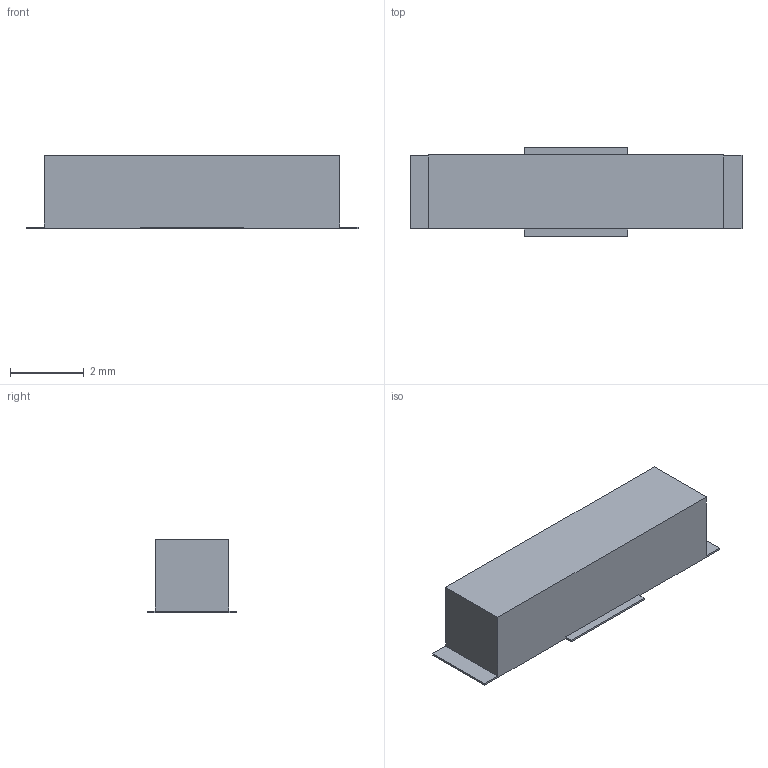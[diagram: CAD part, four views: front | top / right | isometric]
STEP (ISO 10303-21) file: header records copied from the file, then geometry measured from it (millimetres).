
FILE_DESCRIPTION(('FreeCAD Model'),'2;1');
FILE_NAME('2450AT43B100-EB1SMA.step','2017-08-08T19:35:02',('kicad StepUp'),('ksu MCAD'), 'Open CASCADE STEP processor 7.1','FreeCAD','Unknown');
FILE_SCHEMA(('AUTOMOTIVE_DESIGN { 1 0 10303 214 1 1 1 1 }'));
Length unit declared in the file: millimetre
Products named in the file (1): 2450AT43B100-EB1SMA
Bounding box: 9 x 2.43 x 2 mm (x, y, z)
Volume: 32.2 mm3; surface area: 78.6 mm2
Topology: 1 solids, 1 shells, 18 faces, 48 edges, 32 vertices
Faces by surface type: plane 18
Entity records: 691 total; most frequent: CARTESIAN_POINT 99, ORIENTED_EDGE 96, DIRECTION 86, EDGE_CURVE 48, LINE 48, VECTOR 48, VERTEX_POINT 32, AXIS2_PLACEMENT_3D 19
